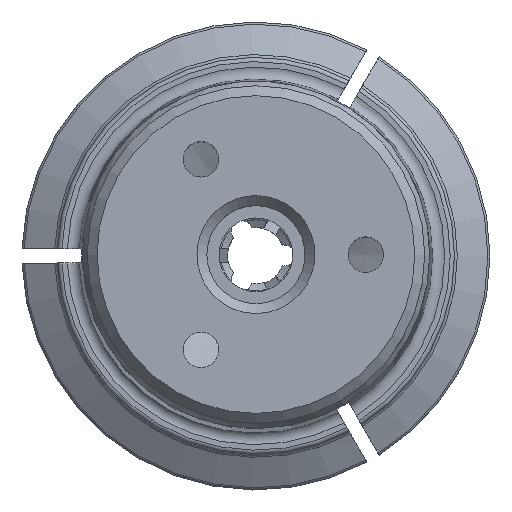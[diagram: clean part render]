
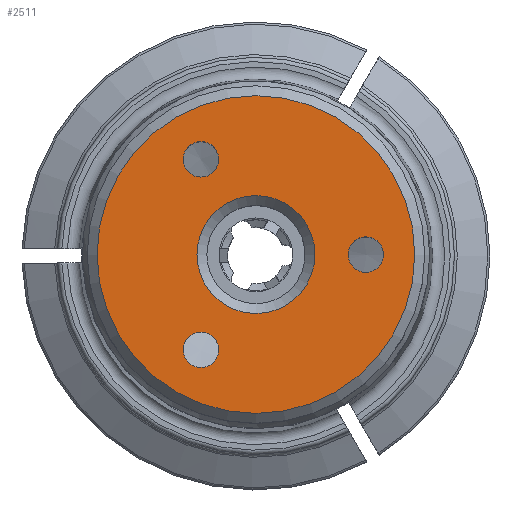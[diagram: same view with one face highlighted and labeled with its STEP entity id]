
A CAD part, top view. The second image highlights one B-rep face of the part: STEP entity #2511.
In plain terms, the highlighted planar face has unit normal (0, 0, 1).
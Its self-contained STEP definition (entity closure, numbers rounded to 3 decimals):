
#258=PLANE('',#2639);
#356=ORIENTED_EDGE('',*,*,#886,.F.);
#357=ORIENTED_EDGE('',*,*,#883,.T.);
#358=ORIENTED_EDGE('',*,*,#881,.T.);
#359=ORIENTED_EDGE('',*,*,#879,.T.);
#360=ORIENTED_EDGE('',*,*,#875,.T.);
#875=EDGE_CURVE('',#1143,#1143,#1333,.T.);
#879=EDGE_CURVE('',#1147,#1147,#1337,.T.);
#881=EDGE_CURVE('',#1149,#1149,#1339,.T.);
#883=EDGE_CURVE('',#1151,#1151,#1341,.T.);
#886=EDGE_CURVE('',#1154,#1154,#1344,.T.);
#1143=VERTEX_POINT('',#3410);
#1147=VERTEX_POINT('',#3420);
#1149=VERTEX_POINT('',#3425);
#1151=VERTEX_POINT('',#3430);
#1154=VERTEX_POINT('',#3438);
#1333=CIRCLE('',#2617,4.159);
#1337=CIRCLE('',#2623,1.25);
#1339=CIRCLE('',#2626,1.25);
#1341=CIRCLE('',#2629,1.25);
#1344=CIRCLE('',#2634,11.2);
#1469=EDGE_LOOP('',(#356));
#1470=EDGE_LOOP('',(#357));
#1471=EDGE_LOOP('',(#358));
#1472=EDGE_LOOP('',(#359));
#1473=EDGE_LOOP('',(#360));
#1613=FACE_BOUND('',#1469,.T.);
#1614=FACE_BOUND('',#1470,.T.);
#1615=FACE_BOUND('',#1471,.T.);
#1616=FACE_BOUND('',#1472,.T.);
#1617=FACE_BOUND('',#1473,.T.);
#2511=ADVANCED_FACE('',(#1613,#1614,#1615,#1616,#1617),#258,.F.);
#2617=AXIS2_PLACEMENT_3D('',#3409,#2857,#2858);
#2623=AXIS2_PLACEMENT_3D('',#3419,#2869,#2870);
#2626=AXIS2_PLACEMENT_3D('',#3424,#2875,#2876);
#2629=AXIS2_PLACEMENT_3D('',#3429,#2881,#2882);
#2634=AXIS2_PLACEMENT_3D('',#3437,#2891,#2892);
#2639=AXIS2_PLACEMENT_3D('',#3445,#2901,#2902);
#2857=DIRECTION('',(0.,0.,-1.));
#2858=DIRECTION('',(-1.,0.,0.));
#2869=DIRECTION('',(0.,0.,-1.));
#2870=DIRECTION('',(1.,0.,0.));
#2875=DIRECTION('',(0.,0.,-1.));
#2876=DIRECTION('',(1.,0.,0.));
#2881=DIRECTION('',(0.,0.,-1.));
#2882=DIRECTION('',(1.,0.,0.));
#2891=DIRECTION('',(0.,0.,-1.));
#2892=DIRECTION('',(-1.,0.,0.));
#2901=DIRECTION('',(0.,0.,-1.));
#2902=DIRECTION('',(-1.,0.,0.));
#3409=CARTESIAN_POINT('',(0.,0.,60.5));
#3410=CARTESIAN_POINT('',(-4.159,0.,60.5));
#3419=CARTESIAN_POINT('',(-3.875,-6.712,60.5));
#3420=CARTESIAN_POINT('',(-2.625,-6.712,60.5));
#3424=CARTESIAN_POINT('',(-3.875,6.712,60.5));
#3425=CARTESIAN_POINT('',(-2.625,6.712,60.5));
#3429=CARTESIAN_POINT('',(7.75,0.,60.5));
#3430=CARTESIAN_POINT('',(9.,0.,60.5));
#3437=CARTESIAN_POINT('',(0.,0.,60.5));
#3438=CARTESIAN_POINT('',(-11.2,0.,60.5));
#3445=CARTESIAN_POINT('',(11.9,0.,60.5));
